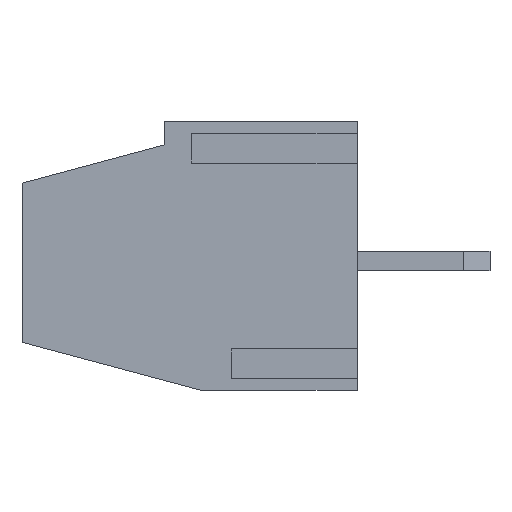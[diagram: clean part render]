
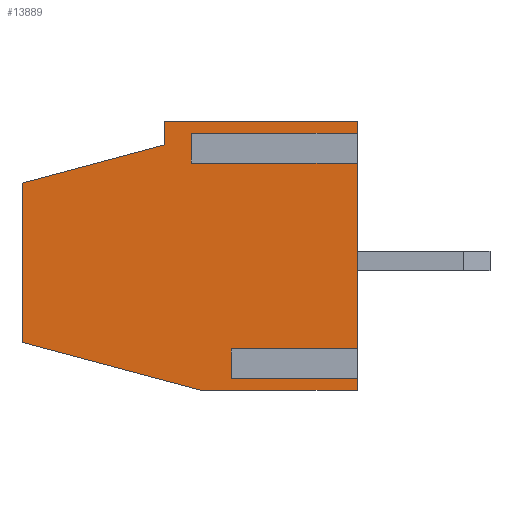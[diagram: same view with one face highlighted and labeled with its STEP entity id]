
A CAD part, left-side view. The second image highlights one B-rep face of the part: STEP entity #13889.
In plain terms, the highlighted planar face has unit normal (-1, 0, 0).
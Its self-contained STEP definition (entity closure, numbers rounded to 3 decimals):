
#57 = CARTESIAN_POINT ( 'NONE',  ( -2.5, 5.8, 4.2 ) ) ;
#112 = LINE ( 'NONE', #20477, #16190 ) ;
#229 = VECTOR ( 'NONE', #3300, 1000. ) ;
#431 = LINE ( 'NONE', #3683, #17812 ) ;
#537 = VECTOR ( 'NONE', #1864, 1000. ) ;
#622 = CARTESIAN_POINT ( 'NONE',  ( -2.5, 10.1, -3.9 ) ) ;
#852 = LINE ( 'NONE', #18805, #229 ) ;
#1200 = LINE ( 'NONE', #19967, #18189 ) ;
#1574 = ORIENTED_EDGE ( 'NONE', *, *, #3297, .F. ) ;
#1688 = CARTESIAN_POINT ( 'NONE',  ( -2.5, 0., 3.668 ) ) ;
#1864 = DIRECTION ( 'NONE',  ( 0., -1., 0. ) ) ;
#1870 = ORIENTED_EDGE ( 'NONE', *, *, #4220, .T. ) ;
#2207 = CARTESIAN_POINT ( 'NONE',  ( -2.5, 4.697, -3.9 ) ) ;
#2510 = CARTESIAN_POINT ( 'NONE',  ( -2.5, 0., 3.132 ) ) ;
#2764 = ORIENTED_EDGE ( 'NONE', *, *, #12627, .T. ) ;
#2834 = DIRECTION ( 'NONE',  ( 0., 0.966, 0.259 ) ) ;
#2838 = ORIENTED_EDGE ( 'NONE', *, *, #17404, .F. ) ;
#3135 = LINE ( 'NONE', #3252, #16803 ) ;
#3159 = VECTOR ( 'NONE', #12083, 1000. ) ;
#3169 = LINE ( 'NONE', #20251, #22229 ) ;
#3214 = LINE ( 'NONE', #3422, #3159 ) ;
#3252 = CARTESIAN_POINT ( 'NONE',  ( -2.5, 0., 4.2 ) ) ;
#3297 = EDGE_CURVE ( 'NONE', #10558, #7955, #112, .T. ) ;
#3300 = DIRECTION ( 'NONE',  ( 0., -1., 0. ) ) ;
#3422 = CARTESIAN_POINT ( 'NONE',  ( -2.5, 10.1, 4.2 ) ) ;
#3469 = VERTEX_POINT ( 'NONE', #2510 ) ;
#3483 = EDGE_CURVE ( 'NONE', #12544, #17141, #11052, .T. ) ;
#3683 = CARTESIAN_POINT ( 'NONE',  ( -2.5, 0., 4.2 ) ) ;
#4190 = CARTESIAN_POINT ( 'NONE',  ( -2.5, 0., -2.832 ) ) ;
#4220 = EDGE_CURVE ( 'NONE', #4820, #21026, #10510, .T. ) ;
#4644 = CARTESIAN_POINT ( 'NONE',  ( -2.5, 0., 4.2 ) ) ;
#4820 = VERTEX_POINT ( 'NONE', #13365 ) ;
#4845 = DIRECTION ( 'NONE',  ( 0., 0., -1. ) ) ;
#4964 = FACE_OUTER_BOUND ( 'NONE', #7972, .T. ) ;
#5331 = CARTESIAN_POINT ( 'NONE',  ( -2.5, 3.8, -2.832 ) ) ;
#5393 = VERTEX_POINT ( 'NONE', #15587 ) ;
#5963 = ORIENTED_EDGE ( 'NONE', *, *, #10802, .F. ) ;
#6166 = ORIENTED_EDGE ( 'NONE', *, *, #3483, .T. ) ;
#6228 = ORIENTED_EDGE ( 'NONE', *, *, #17944, .T. ) ;
#6234 = DIRECTION ( 'NONE',  ( 0., -0.966, 0.259 ) ) ;
#6442 = VERTEX_POINT ( 'NONE', #19621 ) ;
#6540 = EDGE_CURVE ( 'NONE', #21754, #7633, #18590, .T. ) ;
#6756 = VECTOR ( 'NONE', #10713, 1000. ) ;
#7092 = CARTESIAN_POINT ( 'NONE',  ( -2.5, 0., -3.368 ) ) ;
#7462 = CARTESIAN_POINT ( 'NONE',  ( -2.5, 3.8, -3.368 ) ) ;
#7614 = LINE ( 'NONE', #9503, #17482 ) ;
#7633 = VERTEX_POINT ( 'NONE', #7092 ) ;
#7639 = ORIENTED_EDGE ( 'NONE', *, *, #10706, .T. ) ;
#7769 = VECTOR ( 'NONE', #18382, 1000. ) ;
#7837 = CARTESIAN_POINT ( 'NONE',  ( -2.5, 5., 3.668 ) ) ;
#7878 = AXIS2_PLACEMENT_3D ( 'NONE', #20040, #21721, #4845 ) ;
#7955 = VERTEX_POINT ( 'NONE', #9310 ) ;
#7972 = EDGE_LOOP ( 'NONE', ( #15155, #6228, #1870, #2764, #5963, #2838, #6166, #8726, #1574, #21551, #10635, #11258, #11903, #7639, #14053 ) ) ;
#8714 = LINE ( 'NONE', #622, #15283 ) ;
#8726 = ORIENTED_EDGE ( 'NONE', *, *, #11163, .T. ) ;
#9310 = CARTESIAN_POINT ( 'NONE',  ( -2.5, 0., 4.2 ) ) ;
#9503 = CARTESIAN_POINT ( 'NONE',  ( -2.5, 5., 3.668 ) ) ;
#10321 = EDGE_CURVE ( 'NONE', #5393, #12680, #1200, .T. ) ;
#10447 = CARTESIAN_POINT ( 'NONE',  ( -2.5, 5.8, 3.5 ) ) ;
#10510 = LINE ( 'NONE', #5331, #537 ) ;
#10558 = VERTEX_POINT ( 'NONE', #57 ) ;
#10635 = ORIENTED_EDGE ( 'NONE', *, *, #10321, .F. ) ;
#10706 = EDGE_CURVE ( 'NONE', #14733, #21754, #8714, .T. ) ;
#10713 = DIRECTION ( 'NONE',  ( 0., -1., 0. ) ) ;
#10802 = EDGE_CURVE ( 'NONE', #6442, #3469, #852, .T. ) ;
#10978 = DIRECTION ( 'NONE',  ( 0., 0., 1. ) ) ;
#11052 = LINE ( 'NONE', #14436, #12954 ) ;
#11163 = EDGE_CURVE ( 'NONE', #17141, #7955, #431, .T. ) ;
#11258 = ORIENTED_EDGE ( 'NONE', *, *, #19001, .F. ) ;
#11877 = VECTOR ( 'NONE', #12354, 1000. ) ;
#11903 = ORIENTED_EDGE ( 'NONE', *, *, #13200, .F. ) ;
#12083 = DIRECTION ( 'NONE',  ( 0., 0., 1. ) ) ;
#12354 = DIRECTION ( 'NONE',  ( 0., 0., 1. ) ) ;
#12544 = VERTEX_POINT ( 'NONE', #7837 ) ;
#12627 = EDGE_CURVE ( 'NONE', #21026, #3469, #3135, .T. ) ;
#12680 = VERTEX_POINT ( 'NONE', #10447 ) ;
#12954 = VECTOR ( 'NONE', #21621, 1000. ) ;
#13200 = EDGE_CURVE ( 'NONE', #14733, #14544, #3169, .T. ) ;
#13267 = DIRECTION ( 'NONE',  ( 0., 0., 1. ) ) ;
#13365 = CARTESIAN_POINT ( 'NONE',  ( -2.5, 3.8, -2.832 ) ) ;
#13648 = CARTESIAN_POINT ( 'NONE',  ( -2.5, 3.8, -3.368 ) ) ;
#13889 = ADVANCED_FACE ( 'NONE', ( #4964 ), #19924, .F. ) ;
#14053 = ORIENTED_EDGE ( 'NONE', *, *, #6540, .T. ) ;
#14436 = CARTESIAN_POINT ( 'NONE',  ( -2.5, 5., 3.668 ) ) ;
#14465 = DIRECTION ( 'NONE',  ( 0., 0., -1. ) ) ;
#14544 = VERTEX_POINT ( 'NONE', #14592 ) ;
#14592 = CARTESIAN_POINT ( 'NONE',  ( -2.5, 10.1, -2.452 ) ) ;
#14733 = VERTEX_POINT ( 'NONE', #2207 ) ;
#15155 = ORIENTED_EDGE ( 'NONE', *, *, #19333, .F. ) ;
#15283 = VECTOR ( 'NONE', #21193, 1000. ) ;
#15587 = CARTESIAN_POINT ( 'NONE',  ( -2.5, 10.1, 2.348 ) ) ;
#15971 = CARTESIAN_POINT ( 'NONE',  ( -2.5, 5.8, 3.5 ) ) ;
#16190 = VECTOR ( 'NONE', #20358, 1000. ) ;
#16803 = VECTOR ( 'NONE', #13267, 1000. ) ;
#17141 = VERTEX_POINT ( 'NONE', #1688 ) ;
#17155 = VECTOR ( 'NONE', #10978, 1000. ) ;
#17404 = EDGE_CURVE ( 'NONE', #12544, #6442, #7614, .T. ) ;
#17482 = VECTOR ( 'NONE', #14465, 1000. ) ;
#17812 = VECTOR ( 'NONE', #19318, 1000. ) ;
#17944 = EDGE_CURVE ( 'NONE', #18518, #4820, #20776, .T. ) ;
#18189 = VECTOR ( 'NONE', #6234, 1000. ) ;
#18382 = DIRECTION ( 'NONE',  ( 0., 0., 1. ) ) ;
#18518 = VERTEX_POINT ( 'NONE', #13648 ) ;
#18590 = LINE ( 'NONE', #4644, #7769 ) ;
#18805 = CARTESIAN_POINT ( 'NONE',  ( -2.5, 5., 3.132 ) ) ;
#19001 = EDGE_CURVE ( 'NONE', #14544, #5393, #3214, .T. ) ;
#19151 = CARTESIAN_POINT ( 'NONE',  ( -2.5, 0., -3.9 ) ) ;
#19192 = CARTESIAN_POINT ( 'NONE',  ( -2.5, 3.8, -3.368 ) ) ;
#19318 = DIRECTION ( 'NONE',  ( 0., 0., 1. ) ) ;
#19333 = EDGE_CURVE ( 'NONE', #18518, #7633, #21691, .T. ) ;
#19621 = CARTESIAN_POINT ( 'NONE',  ( -2.5, 5., 3.132 ) ) ;
#19924 = PLANE ( 'NONE',  #7878 ) ;
#19967 = CARTESIAN_POINT ( 'NONE',  ( -2.5, 10.1, 2.348 ) ) ;
#20040 = CARTESIAN_POINT ( 'NONE',  ( -2.5, 10.1, 4.2 ) ) ;
#20251 = CARTESIAN_POINT ( 'NONE',  ( -2.5, 10.1, -2.452 ) ) ;
#20358 = DIRECTION ( 'NONE',  ( 0., -1., 0. ) ) ;
#20477 = CARTESIAN_POINT ( 'NONE',  ( -2.5, 10.1, 4.2 ) ) ;
#20776 = LINE ( 'NONE', #19192, #17155 ) ;
#21026 = VERTEX_POINT ( 'NONE', #4190 ) ;
#21193 = DIRECTION ( 'NONE',  ( 0., -1., 0. ) ) ;
#21229 = LINE ( 'NONE', #15971, #11877 ) ;
#21498 = EDGE_CURVE ( 'NONE', #12680, #10558, #21229, .T. ) ;
#21551 = ORIENTED_EDGE ( 'NONE', *, *, #21498, .F. ) ;
#21621 = DIRECTION ( 'NONE',  ( 0., -1., 0. ) ) ;
#21691 = LINE ( 'NONE', #7462, #6756 ) ;
#21721 = DIRECTION ( 'NONE',  ( 1., 0., 0. ) ) ;
#21754 = VERTEX_POINT ( 'NONE', #19151 ) ;
#22229 = VECTOR ( 'NONE', #2834, 1000. ) ;
